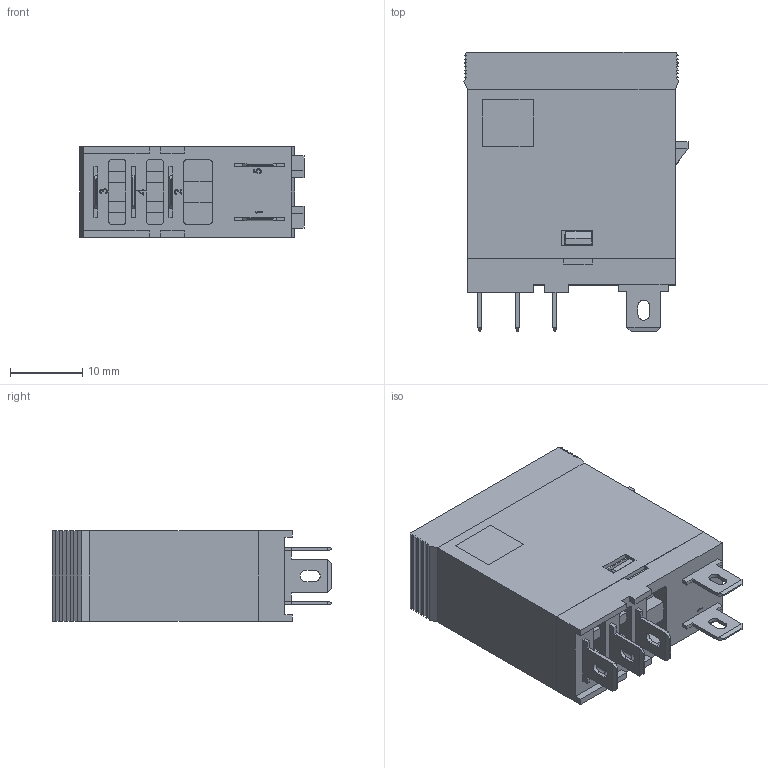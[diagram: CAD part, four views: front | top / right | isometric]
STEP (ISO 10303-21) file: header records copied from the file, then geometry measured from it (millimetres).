
FILE_DESCRIPTION(/* description */ (''),/* implementation_level */ '2;1');
FILE_NAME(/* name */ '157ft-1p.stp',/* time_stamp */ '2022-04-18T16:23:45+08:00',/* author */ (''),/* organization */ (''),/* preprocessor_version */ 'ST-DEVELOPER v11',/* originating_system */ 'SIEMENS UGS NX 6.0',/* authorisation */ '');
FILE_SCHEMA (('CONFIG_CONTROL_DESIGN'));
Length unit declared in the file: millimetre
Products named in the file (1): 157ft-1p
Bounding box: 31.1 x 38.8 x 12.6 mm (x, y, z)
Volume: 3997.7 mm3; surface area: 10269.5 mm2
Topology: 11 solids, 12 shells, 726 faces, 2004 edges, 1317 vertices
Faces by surface type: plane 627, cylinder 68, extrusion 28, torus 2, cone 1
Full cylindrical faces by diameter (mm): 1.2 x2, 1.5 x1, 2.2 x1
Entity records: 24156 total; most frequent: CARTESIAN_POINT 5483, ORIENTED_EDGE 3998, DIRECTION 3510, EDGE_CURVE 1999, VECTOR 1822, LINE 1794, VERTEX_POINT 1321, AXIS2_PLACEMENT_3D 844
